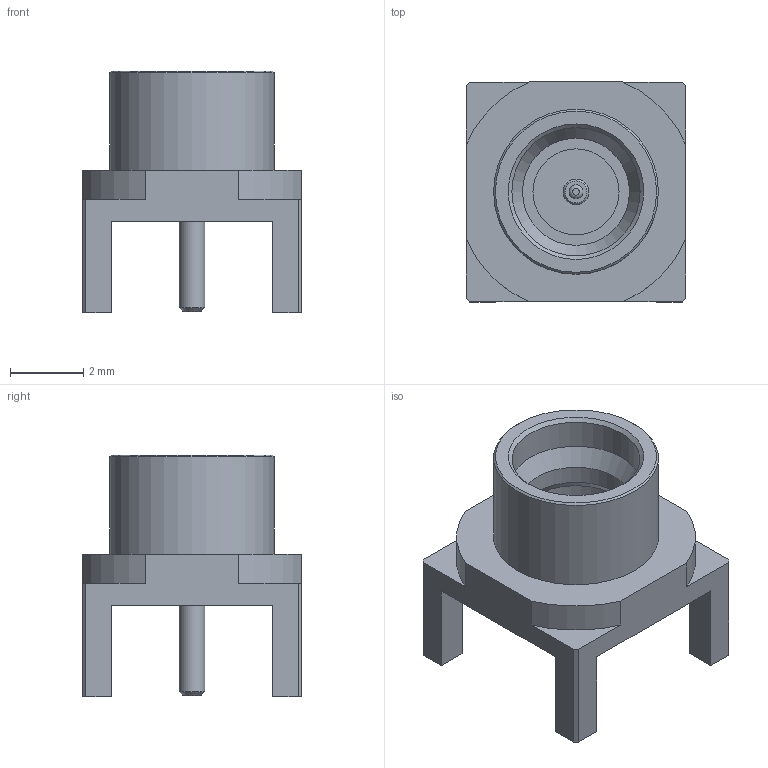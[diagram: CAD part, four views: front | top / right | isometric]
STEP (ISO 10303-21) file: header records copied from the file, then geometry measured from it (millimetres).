
FILE_DESCRIPTION(/* description */ (''),/* implementation_level */ '2;1');
FILE_NAME(/* name */ 'Wurth 60124002122502.step',/* time_stamp */ '2023-09-05T23:39:17+01:00',/* author */ (''),/* organization */ (''),/* preprocessor_version */ 'ST-DEVELOPER v20',/* originating_system */ 'Autodesk Translation Framework v12.9.0.99',/* authorisation */ '');
FILE_SCHEMA (('AUTOMOTIVE_DESIGN { 1 0 10303 214 3 1 1 }'));
Length unit declared in the file: millimetre
Products named in the file (1): Wurth 60124002122502
Bounding box: 6 x 6 x 6.6 mm (x, y, z)
Volume: 73.7 mm3; surface area: 206.1 mm2
Topology: 1 solids, 1 shells, 53 faces, 126 edges, 82 vertices
Faces by surface type: plane 33, cylinder 12, cone 7, bspline 1
Full cylindrical faces by diameter (mm): 0.38 x1, 0.7 x2, 2.35 x1, 2.923 x1, 3.154 x1, 3.5 x1, 4.5 x1
Entity records: 1649 total; most frequent: CARTESIAN_POINT 288, DIRECTION 267, ORIENTED_EDGE 252, EDGE_CURVE 126, LINE 91, VECTOR 91, AXIS2_PLACEMENT_3D 88, VERTEX_POINT 82
